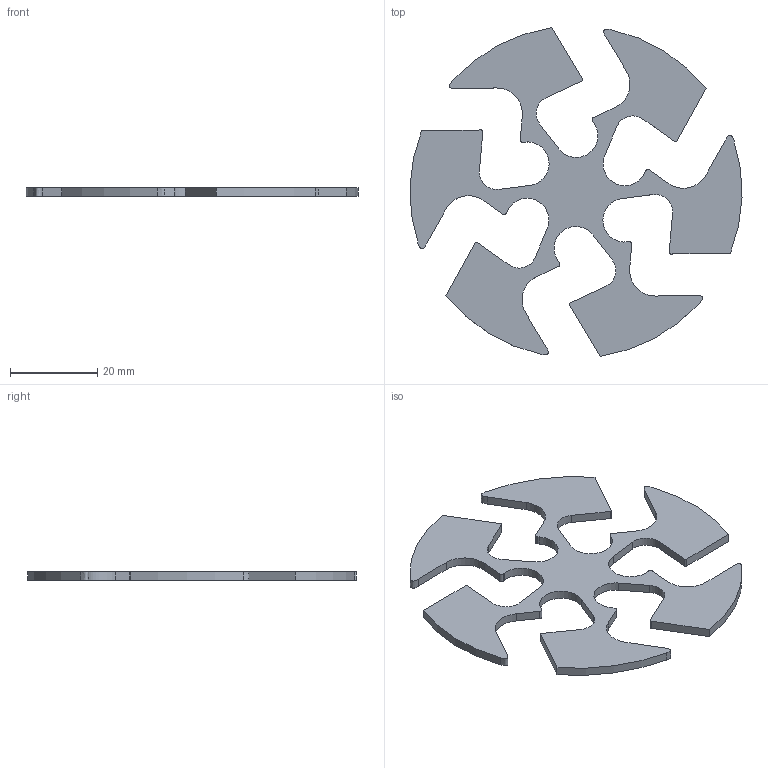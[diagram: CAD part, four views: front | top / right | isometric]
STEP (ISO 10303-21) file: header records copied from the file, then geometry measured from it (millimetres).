
FILE_DESCRIPTION(/* description */ ('','CAx-IF Rec.Pracs.---Representation and Presentation of Product Manufacturing Information (PMI)---4.0---2014-10-13'),/* implementation_level */ '2;1');
FILE_NAME(/* name */ 'token 2.0 v4.step',/* time_stamp */ '2025-04-03T18:05:26-05:00',/* author */ (''),/* organization */ (''),/* preprocessor_version */ 'ST-DEVELOPER v20',/* originating_system */ 'Autodesk Translation Framework v13.20.0.188',/* authorisation */ '');
FILE_SCHEMA (('AP242_MANAGED_MODEL_BASED_3D_ENGINEERING_MIM_LF { 1 0 10303 442 1 1 4 }'));
Length unit declared in the file: millimetre
Products named in the file (1): token 2.0
Bounding box: 76.16 x 75.38 x 2 mm (x, y, z)
Volume: 4725.6 mm3; surface area: 6030.1 mm2
Topology: 1 solids, 1 shells, 80 faces, 234 edges, 156 vertices
Faces by surface type: plane 38, cylinder 36, bspline 6
Entity records: 3039 total; most frequent: CARTESIAN_POINT 873, ORIENTED_EDGE 468, DIRECTION 432, EDGE_CURVE 234, VERTEX_POINT 156, AXIS2_PLACEMENT_3D 147, LINE 138, VECTOR 138
